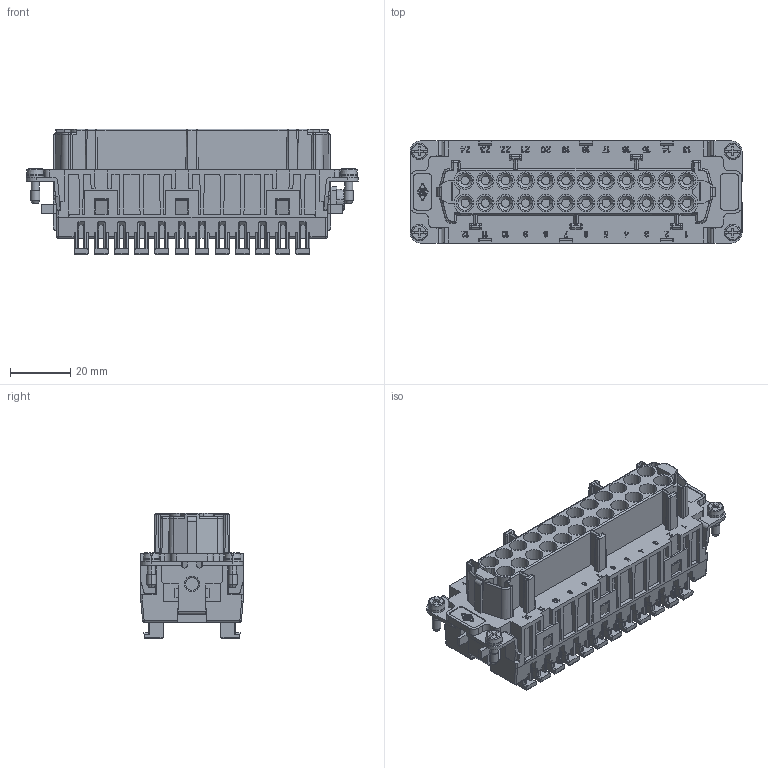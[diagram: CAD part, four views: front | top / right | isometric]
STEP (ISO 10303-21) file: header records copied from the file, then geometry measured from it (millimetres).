
FILE_DESCRIPTION(('Creo Elements/Direct Modeling STEP Export'),'2;1');
FILE_NAME('JSHF 24.stp','2014-08-01T17:01:50',(''),(''),'Creo Elements/Direct Modeling STEP processor for AP214 (Solid Model)','Creo Elements/Direct Modeling 18.0B 02-Dec-2011 (C) Parametric Technology GmbH','');
FILE_SCHEMA(('AUTOMOTIVE_DESIGN { 1 0 10303 214 1 1 1 1 }'));
Products named in the file (3): CSHF_24; JSHF_24.stp
Assembly tree (2 placements, depth 3):
  JSHF_24.stp
    CSHF_24
      CSHF_24
Bounding box: 110.4 x 34 x 41.7 mm (x, y, z)
Volume: 79446.9 mm3; surface area: 39074.7 mm2
Topology: 1 solids, 1 shells, 5815 faces, 16493 edges, 10799 vertices
Faces by surface type: plane 4746, cylinder 855, cone 114, torus 62, sphere 28, bspline 10
Entity records: 213055 total; most frequent: CARTESIAN_POINT 44316, ORIENTED_EDGE 32938, DIRECTION 27881, EDGE_CURVE 16465, VECTOR 13893, LINE 13893, VERTEX_POINT 10799, AXIS2_PLACEMENT_3D 6994
